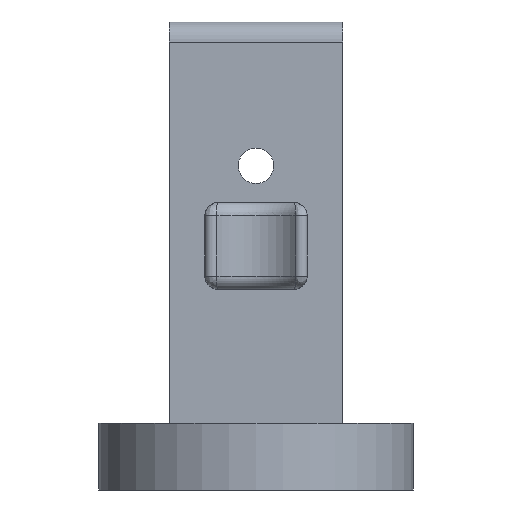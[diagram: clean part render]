
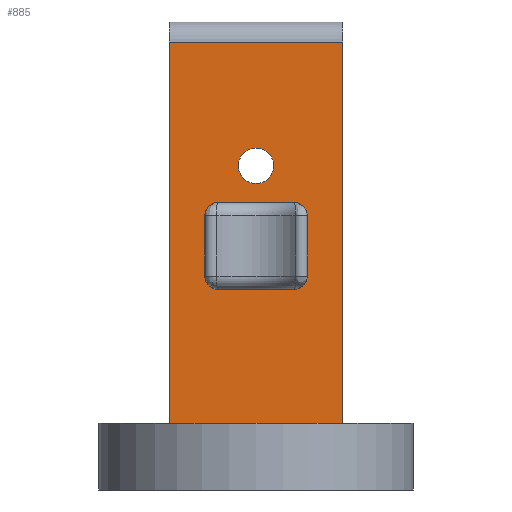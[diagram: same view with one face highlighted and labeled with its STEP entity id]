
A CAD part, front view. The second image highlights one B-rep face of the part: STEP entity #885.
In plain terms, the highlighted planar face has unit normal (0, -1, 0).
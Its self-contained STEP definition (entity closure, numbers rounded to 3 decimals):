
#35 = DIRECTION ( 'NONE',  ( 0., 0., 1. ) ) ;
#42 = ORIENTED_EDGE ( 'NONE', *, *, #1241, .T. ) ;
#50 = ORIENTED_EDGE ( 'NONE', *, *, #1564, .T. ) ;
#57 = CARTESIAN_POINT ( 'NONE',  ( 5.65, 15.331, 41. ) ) ;
#66 = CIRCLE ( 'NONE', #1823, 2.65 ) ;
#89 = ORIENTED_EDGE ( 'NONE', *, *, #1963, .T. ) ;
#92 = VERTEX_POINT ( 'NONE', #196 ) ;
#141 = AXIS2_PLACEMENT_3D ( 'NONE', #542, #1779, #918 ) ;
#158 = VERTEX_POINT ( 'NONE', #551 ) ;
#169 = EDGE_CURVE ( 'NONE', #1162, #1738, #1428, .T. ) ;
#178 = EDGE_CURVE ( 'NONE', #158, #92, #1951, .T. ) ;
#196 = CARTESIAN_POINT ( 'NONE',  ( 13., 15.331, 10. ) ) ;
#198 = EDGE_CURVE ( 'NONE', #1162, #2116, #504, .T. ) ;
#210 = VECTOR ( 'NONE', #366, 1000. ) ;
#222 = EDGE_CURVE ( 'NONE', #437, #1604, #1678, .T. ) ;
#223 = CARTESIAN_POINT ( 'NONE',  ( 13., 15.331, 81.173 ) ) ;
#240 = VERTEX_POINT ( 'NONE', #1941 ) ;
#251 = VECTOR ( 'NONE', #1103, 1000. ) ;
#254 = CIRCLE ( 'NONE', #141, 2.65 ) ;
#256 = CIRCLE ( 'NONE', #1123, 2. ) ;
#293 = VERTEX_POINT ( 'NONE', #2024 ) ;
#300 = EDGE_CURVE ( 'NONE', #914, #1738, #256, .T. ) ;
#304 = VERTEX_POINT ( 'NONE', #1636 ) ;
#305 = CARTESIAN_POINT ( 'NONE',  ( 0., 15.331, 10. ) ) ;
#313 = FACE_OUTER_BOUND ( 'NONE', #518, .T. ) ;
#366 = DIRECTION ( 'NONE',  ( -1., 0., 0. ) ) ;
#369 = CARTESIAN_POINT ( 'NONE',  ( -5.65, 15.331, 41. ) ) ;
#382 = DIRECTION ( 'NONE',  ( 0., 0., 1. ) ) ;
#399 = VECTOR ( 'NONE', #939, 1000. ) ;
#401 = AXIS2_PLACEMENT_3D ( 'NONE', #369, #1621, #382 ) ;
#414 = ORIENTED_EDGE ( 'NONE', *, *, #1330, .T. ) ;
#437 = VERTEX_POINT ( 'NONE', #644 ) ;
#503 = VECTOR ( 'NONE', #1642, 1000. ) ;
#504 = CIRCLE ( 'NONE', #401, 2. ) ;
#518 = EDGE_LOOP ( 'NONE', ( #1437, #1798, #42, #618 ) ) ;
#542 = CARTESIAN_POINT ( 'NONE',  ( 0., 15.331, 48.5 ) ) ;
#551 = CARTESIAN_POINT ( 'NONE',  ( 13., 15.331, 67. ) ) ;
#579 = CARTESIAN_POINT ( 'NONE',  ( -7.65, 15.331, 32. ) ) ;
#581 = AXIS2_PLACEMENT_3D ( 'NONE', #1097, #1600, #35 ) ;
#593 = CARTESIAN_POINT ( 'NONE',  ( -13., 15.331, 67. ) ) ;
#618 = ORIENTED_EDGE ( 'NONE', *, *, #1016, .T. ) ;
#644 = CARTESIAN_POINT ( 'NONE',  ( 7.65, 15.331, 32. ) ) ;
#671 = LINE ( 'NONE', #305, #1305 ) ;
#679 = CARTESIAN_POINT ( 'NONE',  ( -5.65, 15.331, 30. ) ) ;
#680 = DIRECTION ( 'NONE',  ( 0., 0., 1. ) ) ;
#761 = CARTESIAN_POINT ( 'NONE',  ( -13., 15.331, 10. ) ) ;
#866 = VECTOR ( 'NONE', #2135, 1000. ) ;
#877 = EDGE_CURVE ( 'NONE', #960, #92, #671, .T. ) ;
#885 = ADVANCED_FACE ( 'NONE', ( #313, #1855, #1506 ), #994, .F. ) ;
#890 = CARTESIAN_POINT ( 'NONE',  ( 7.65, 15.331, 43. ) ) ;
#914 = VERTEX_POINT ( 'NONE', #679 ) ;
#915 = DIRECTION ( 'NONE',  ( 0., 0., -1. ) ) ;
#918 = DIRECTION ( 'NONE',  ( 0., 0., 1. ) ) ;
#926 = CARTESIAN_POINT ( 'NONE',  ( -7.65, 15.331, 43. ) ) ;
#938 = DIRECTION ( 'NONE',  ( 0., 1., 0. ) ) ;
#939 = DIRECTION ( 'NONE',  ( -1., 0., 0. ) ) ;
#955 = CARTESIAN_POINT ( 'NONE',  ( 5.65, 15.331, 30. ) ) ;
#960 = VERTEX_POINT ( 'NONE', #761 ) ;
#965 = CARTESIAN_POINT ( 'NONE',  ( -5.65, 15.331, 32. ) ) ;
#966 = DIRECTION ( 'NONE',  ( 0., 1., 0. ) ) ;
#967 = EDGE_CURVE ( 'NONE', #1604, #914, #1477, .T. ) ;
#969 = LINE ( 'NONE', #2195, #503 ) ;
#994 = PLANE ( 'NONE',  #1224 ) ;
#1016 = EDGE_CURVE ( 'NONE', #240, #960, #1112, .T. ) ;
#1067 = EDGE_LOOP ( 'NONE', ( #1174, #50 ) ) ;
#1093 = ORIENTED_EDGE ( 'NONE', *, *, #198, .T. ) ;
#1097 = CARTESIAN_POINT ( 'NONE',  ( 5.65, 15.331, 32. ) ) ;
#1103 = DIRECTION ( 'NONE',  ( -1., 0., 0. ) ) ;
#1112 = LINE ( 'NONE', #1968, #1155 ) ;
#1114 = ORIENTED_EDGE ( 'NONE', *, *, #967, .T. ) ;
#1123 = AXIS2_PLACEMENT_3D ( 'NONE', #965, #938, #1473 ) ;
#1151 = ORIENTED_EDGE ( 'NONE', *, *, #222, .T. ) ;
#1155 = VECTOR ( 'NONE', #1830, 1000. ) ;
#1162 = VERTEX_POINT ( 'NONE', #2262 ) ;
#1174 = ORIENTED_EDGE ( 'NONE', *, *, #2069, .T. ) ;
#1179 = CARTESIAN_POINT ( 'NONE',  ( 0., 15.331, 51.15 ) ) ;
#1224 = AXIS2_PLACEMENT_3D ( 'NONE', #2072, #1358, #1900 ) ;
#1240 = ORIENTED_EDGE ( 'NONE', *, *, #1944, .F. ) ;
#1241 = EDGE_CURVE ( 'NONE', #158, #240, #2087, .T. ) ;
#1246 = ORIENTED_EDGE ( 'NONE', *, *, #169, .F. ) ;
#1305 = VECTOR ( 'NONE', #1366, 1000. ) ;
#1330 = EDGE_CURVE ( 'NONE', #1347, #437, #969, .T. ) ;
#1347 = VERTEX_POINT ( 'NONE', #2016 ) ;
#1356 = ORIENTED_EDGE ( 'NONE', *, *, #300, .T. ) ;
#1358 = DIRECTION ( 'NONE',  ( 0., 1., 0. ) ) ;
#1366 = DIRECTION ( 'NONE',  ( 1., 0., 0. ) ) ;
#1428 = LINE ( 'NONE', #926, #1971 ) ;
#1437 = ORIENTED_EDGE ( 'NONE', *, *, #877, .T. ) ;
#1473 = DIRECTION ( 'NONE',  ( 0., 0., 1. ) ) ;
#1477 = LINE ( 'NONE', #2140, #251 ) ;
#1506 = FACE_BOUND ( 'NONE', #1763, .T. ) ;
#1564 = EDGE_CURVE ( 'NONE', #304, #1645, #254, .T. ) ;
#1582 = DIRECTION ( 'NONE',  ( 0., 0., 1. ) ) ;
#1600 = DIRECTION ( 'NONE',  ( 0., 1., 0. ) ) ;
#1601 = DIRECTION ( 'NONE',  ( 0., 1., 0. ) ) ;
#1604 = VERTEX_POINT ( 'NONE', #955 ) ;
#1621 = DIRECTION ( 'NONE',  ( 0., 1., 0. ) ) ;
#1636 = CARTESIAN_POINT ( 'NONE',  ( 0., 15.331, 45.85 ) ) ;
#1642 = DIRECTION ( 'NONE',  ( 0., 0., -1. ) ) ;
#1645 = VERTEX_POINT ( 'NONE', #1179 ) ;
#1677 = AXIS2_PLACEMENT_3D ( 'NONE', #57, #1601, #1582 ) ;
#1678 = CIRCLE ( 'NONE', #581, 2. ) ;
#1738 = VERTEX_POINT ( 'NONE', #579 ) ;
#1763 = EDGE_LOOP ( 'NONE', ( #1240, #89, #414, #1151, #1114, #1356, #1246, #1093 ) ) ;
#1778 = LINE ( 'NONE', #890, #399 ) ;
#1779 = DIRECTION ( 'NONE',  ( 0., 1., 0. ) ) ;
#1798 = ORIENTED_EDGE ( 'NONE', *, *, #178, .F. ) ;
#1823 = AXIS2_PLACEMENT_3D ( 'NONE', #1826, #966, #680 ) ;
#1826 = CARTESIAN_POINT ( 'NONE',  ( 0., 15.331, 48.5 ) ) ;
#1830 = DIRECTION ( 'NONE',  ( 0., 0., -1. ) ) ;
#1855 = FACE_BOUND ( 'NONE', #1067, .T. ) ;
#1900 = DIRECTION ( 'NONE',  ( 0., 0., 1. ) ) ;
#1941 = CARTESIAN_POINT ( 'NONE',  ( -13., 15.331, 67. ) ) ;
#1944 = EDGE_CURVE ( 'NONE', #293, #2116, #1778, .T. ) ;
#1951 = LINE ( 'NONE', #223, #866 ) ;
#1963 = EDGE_CURVE ( 'NONE', #293, #1347, #2256, .T. ) ;
#1968 = CARTESIAN_POINT ( 'NONE',  ( -13., 15.331, 81.173 ) ) ;
#1971 = VECTOR ( 'NONE', #915, 1000. ) ;
#2013 = CARTESIAN_POINT ( 'NONE',  ( -5.65, 15.331, 43. ) ) ;
#2016 = CARTESIAN_POINT ( 'NONE',  ( 7.65, 15.331, 41. ) ) ;
#2024 = CARTESIAN_POINT ( 'NONE',  ( 5.65, 15.331, 43. ) ) ;
#2069 = EDGE_CURVE ( 'NONE', #1645, #304, #66, .T. ) ;
#2072 = CARTESIAN_POINT ( 'NONE',  ( 0., 15.331, 81.173 ) ) ;
#2087 = LINE ( 'NONE', #593, #210 ) ;
#2116 = VERTEX_POINT ( 'NONE', #2013 ) ;
#2135 = DIRECTION ( 'NONE',  ( 0., 0., -1. ) ) ;
#2140 = CARTESIAN_POINT ( 'NONE',  ( 7.65, 15.331, 30. ) ) ;
#2195 = CARTESIAN_POINT ( 'NONE',  ( 7.65, 15.331, 43. ) ) ;
#2256 = CIRCLE ( 'NONE', #1677, 2. ) ;
#2262 = CARTESIAN_POINT ( 'NONE',  ( -7.65, 15.331, 41. ) ) ;
